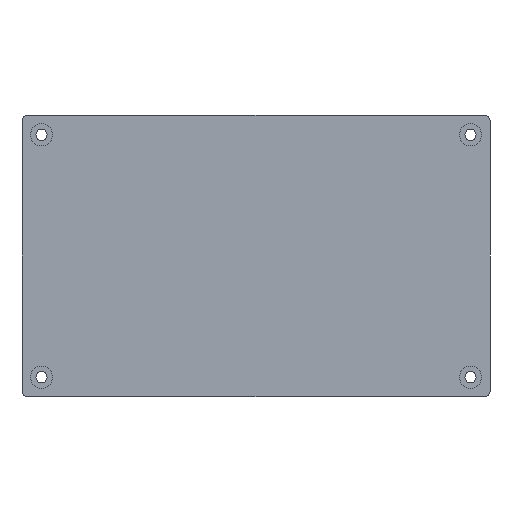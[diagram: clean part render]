
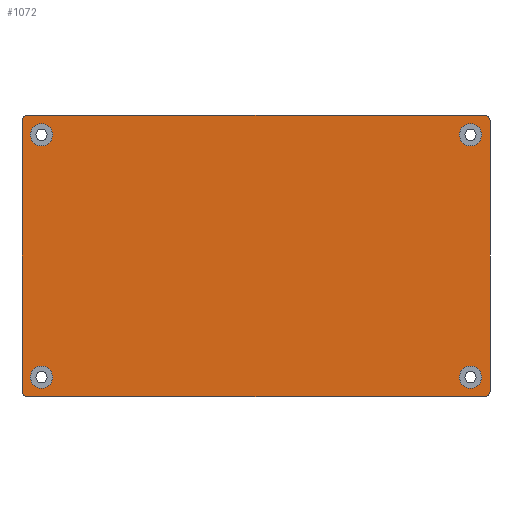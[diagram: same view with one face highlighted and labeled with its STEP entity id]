
A CAD part, front view. The second image highlights one B-rep face of the part: STEP entity #1072.
In plain terms, the highlighted planar face has unit normal (0, -1, 0).
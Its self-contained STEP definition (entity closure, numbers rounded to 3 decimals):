
#56=FACE_BOUND('',#145,.T.);
#57=FACE_BOUND('',#146,.T.);
#58=FACE_BOUND('',#147,.T.);
#59=FACE_BOUND('',#148,.T.);
#76=FACE_OUTER_BOUND('',#144,.T.);
#144=EDGE_LOOP('',(#776,#777,#778,#779,#780,#781,#782,#783));
#145=EDGE_LOOP('',(#784));
#146=EDGE_LOOP('',(#785));
#147=EDGE_LOOP('',(#786));
#148=EDGE_LOOP('',(#787));
#231=LINE('',#1747,#316);
#232=LINE('',#1751,#317);
#233=LINE('',#1755,#318);
#234=LINE('',#1758,#319);
#316=VECTOR('',#1381,10.);
#317=VECTOR('',#1384,10.);
#318=VECTOR('',#1387,10.);
#319=VECTOR('',#1390,10.);
#397=CIRCLE('',#1160,4.);
#400=CIRCLE('',#1165,4.);
#403=CIRCLE('',#1170,4.);
#406=CIRCLE('',#1175,4.);
#409=CIRCLE('',#1180,2.);
#410=CIRCLE('',#1181,2.);
#411=CIRCLE('',#1182,2.);
#412=CIRCLE('',#1183,2.);
#487=VERTEX_POINT('',#1707);
#490=VERTEX_POINT('',#1716);
#493=VERTEX_POINT('',#1725);
#496=VERTEX_POINT('',#1734);
#499=VERTEX_POINT('',#1743);
#500=VERTEX_POINT('',#1744);
#501=VERTEX_POINT('',#1746);
#502=VERTEX_POINT('',#1748);
#503=VERTEX_POINT('',#1750);
#504=VERTEX_POINT('',#1752);
#505=VERTEX_POINT('',#1754);
#506=VERTEX_POINT('',#1756);
#593=EDGE_CURVE('',#487,#487,#397,.T.);
#597=EDGE_CURVE('',#490,#490,#400,.T.);
#601=EDGE_CURVE('',#493,#493,#403,.T.);
#605=EDGE_CURVE('',#496,#496,#406,.T.);
#609=EDGE_CURVE('',#499,#500,#409,.T.);
#610=EDGE_CURVE('',#500,#501,#231,.T.);
#611=EDGE_CURVE('',#501,#502,#410,.T.);
#612=EDGE_CURVE('',#502,#503,#232,.T.);
#613=EDGE_CURVE('',#503,#504,#411,.T.);
#614=EDGE_CURVE('',#504,#505,#233,.T.);
#615=EDGE_CURVE('',#505,#506,#412,.T.);
#616=EDGE_CURVE('',#506,#499,#234,.T.);
#776=ORIENTED_EDGE('',*,*,#609,.T.);
#777=ORIENTED_EDGE('',*,*,#610,.T.);
#778=ORIENTED_EDGE('',*,*,#611,.T.);
#779=ORIENTED_EDGE('',*,*,#612,.T.);
#780=ORIENTED_EDGE('',*,*,#613,.T.);
#781=ORIENTED_EDGE('',*,*,#614,.T.);
#782=ORIENTED_EDGE('',*,*,#615,.T.);
#783=ORIENTED_EDGE('',*,*,#616,.T.);
#784=ORIENTED_EDGE('',*,*,#593,.T.);
#785=ORIENTED_EDGE('',*,*,#597,.T.);
#786=ORIENTED_EDGE('',*,*,#601,.T.);
#787=ORIENTED_EDGE('',*,*,#605,.T.);
#1039=PLANE('',#1179);
#1072=ADVANCED_FACE('',(#76,#56,#57,#58,#59),#1039,.F.);
#1160=AXIS2_PLACEMENT_3D('',#1708,#1335,#1336);
#1165=AXIS2_PLACEMENT_3D('',#1717,#1346,#1347);
#1170=AXIS2_PLACEMENT_3D('',#1726,#1357,#1358);
#1175=AXIS2_PLACEMENT_3D('',#1735,#1368,#1369);
#1179=AXIS2_PLACEMENT_3D('',#1742,#1377,#1378);
#1180=AXIS2_PLACEMENT_3D('',#1745,#1379,#1380);
#1181=AXIS2_PLACEMENT_3D('',#1749,#1382,#1383);
#1182=AXIS2_PLACEMENT_3D('',#1753,#1385,#1386);
#1183=AXIS2_PLACEMENT_3D('',#1757,#1388,#1389);
#1335=DIRECTION('center_axis',(0.,1.,0.));
#1336=DIRECTION('ref_axis',(1.,0.,0.));
#1346=DIRECTION('center_axis',(0.,1.,0.));
#1347=DIRECTION('ref_axis',(1.,0.,0.));
#1357=DIRECTION('center_axis',(0.,1.,0.));
#1358=DIRECTION('ref_axis',(1.,0.,0.));
#1368=DIRECTION('center_axis',(0.,1.,0.));
#1369=DIRECTION('ref_axis',(1.,0.,0.));
#1377=DIRECTION('center_axis',(0.,1.,0.));
#1378=DIRECTION('ref_axis',(1.,0.,0.));
#1379=DIRECTION('center_axis',(0.,-1.,0.));
#1380=DIRECTION('ref_axis',(0.707,0.,0.707));
#1381=DIRECTION('',(-1.,0.,0.));
#1382=DIRECTION('center_axis',(0.,-1.,0.));
#1383=DIRECTION('ref_axis',(-0.707,0.,0.707));
#1384=DIRECTION('',(0.,0.,-1.));
#1385=DIRECTION('center_axis',(0.,-1.,0.));
#1386=DIRECTION('ref_axis',(-0.707,0.,-0.707));
#1387=DIRECTION('',(1.,0.,0.));
#1388=DIRECTION('center_axis',(0.,-1.,0.));
#1389=DIRECTION('ref_axis',(0.707,0.,-0.707));
#1390=DIRECTION('',(0.,0.,1.));
#1707=CARTESIAN_POINT('',(154.,-0.6,-4.));
#1708=CARTESIAN_POINT('Origin',(158.,-0.6,-4.));
#1716=CARTESIAN_POINT('',(154.,-0.6,-91.));
#1717=CARTESIAN_POINT('Origin',(158.,-0.6,-91.));
#1725=CARTESIAN_POINT('',(0.,-0.6,-4.));
#1726=CARTESIAN_POINT('Origin',(4.,-0.6,-4.));
#1734=CARTESIAN_POINT('',(0.,-0.6,-91.));
#1735=CARTESIAN_POINT('Origin',(4.,-0.6,-91.));
#1742=CARTESIAN_POINT('Origin',(81.,-0.6,-47.5));
#1743=CARTESIAN_POINT('',(165.,-0.6,1.));
#1744=CARTESIAN_POINT('',(163.,-0.6,3.));
#1745=CARTESIAN_POINT('Origin',(163.,-0.6,1.));
#1746=CARTESIAN_POINT('',(-1.,-0.6,3.));
#1747=CARTESIAN_POINT('',(-3.,-0.6,3.));
#1748=CARTESIAN_POINT('',(-3.,-0.6,1.));
#1749=CARTESIAN_POINT('Origin',(-1.,-0.6,1.));
#1750=CARTESIAN_POINT('',(-3.,-0.6,-96.));
#1751=CARTESIAN_POINT('',(-3.,-0.6,-98.));
#1752=CARTESIAN_POINT('',(-1.,-0.6,-98.));
#1753=CARTESIAN_POINT('Origin',(-1.,-0.6,-96.));
#1754=CARTESIAN_POINT('',(163.,-0.6,-98.));
#1755=CARTESIAN_POINT('',(165.,-0.6,-98.));
#1756=CARTESIAN_POINT('',(165.,-0.6,-96.));
#1757=CARTESIAN_POINT('Origin',(163.,-0.6,-96.));
#1758=CARTESIAN_POINT('',(165.,-0.6,3.));
